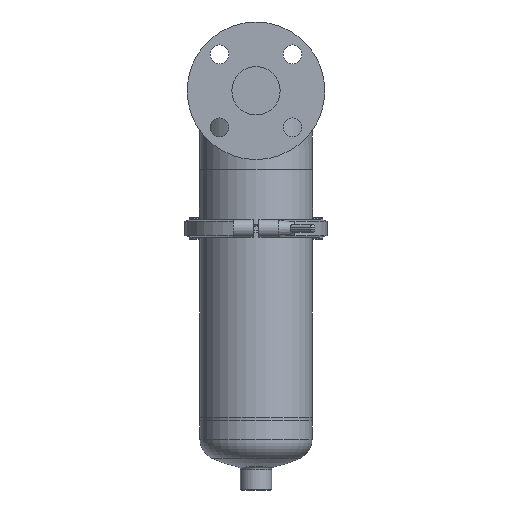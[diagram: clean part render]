
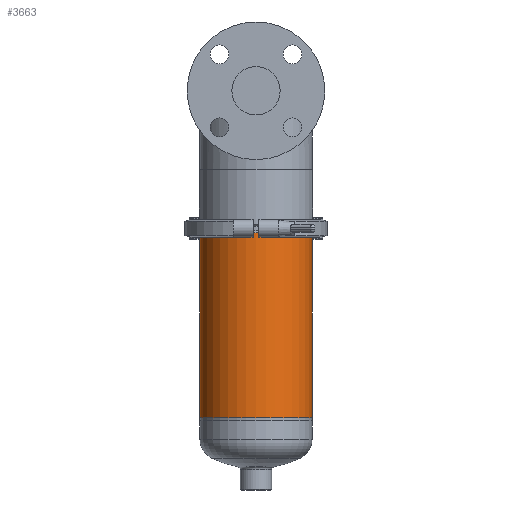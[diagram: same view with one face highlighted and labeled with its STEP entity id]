
A CAD part, left-side view. The second image highlights one B-rep face of the part: STEP entity #3663.
In plain terms, the highlighted cylindrical face has radius 57.15 mm (diameter 114.3 mm), a full revolution.
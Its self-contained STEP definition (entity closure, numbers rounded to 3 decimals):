
#3412=CARTESIAN_POINT('',(-57.15,0.0,-252.326));
#3413=VERTEX_POINT('',#3412);
#3414=CARTESIAN_POINT('',(0.,0.0,-252.326));
#3415=DIRECTION('',(0.0,0.0,-1.0));
#3416=DIRECTION('',(-1.0,0.0,0.0));
#3417=AXIS2_PLACEMENT_3D('',#3414,#3415,#3416);
#3418=CIRCLE('',#3417,57.15);
#3419=EDGE_CURVE('',#3413,#3413,#3418,.T.);
#3637=CARTESIAN_POINT('',(-57.15,0.0,-64.174));
#3638=VERTEX_POINT('',#3637);
#3639=CARTESIAN_POINT('',(0.,0.0,-64.174));
#3640=DIRECTION('',(0.0,0.0,-1.0));
#3641=DIRECTION('',(-1.0,0.0,0.0));
#3642=AXIS2_PLACEMENT_3D('',#3639,#3640,#3641);
#3643=CIRCLE('',#3642,57.15);
#3644=EDGE_CURVE('',#3638,#3638,#3643,.T.);
#3652=CARTESIAN_POINT('',(0.,0.0,-158.25));
#3653=DIRECTION('',(0.,0.0,-1.0));
#3654=DIRECTION('',(-1.0,0.0,0.0));
#3655=AXIS2_PLACEMENT_3D('',#3652,#3653,#3654);
#3656=CYLINDRICAL_SURFACE('',#3655,57.15);
#3657=ORIENTED_EDGE('',*,*,#3419,.F.);
#3658=EDGE_LOOP('',(#3657));
#3659=FACE_OUTER_BOUND('',#3658,.T.);
#3660=ORIENTED_EDGE('',*,*,#3644,.T.);
#3661=EDGE_LOOP('',(#3660));
#3662=FACE_BOUND('',#3661,.T.);
#3663=ADVANCED_FACE('',(#3659,#3662),#3656,.T.);
